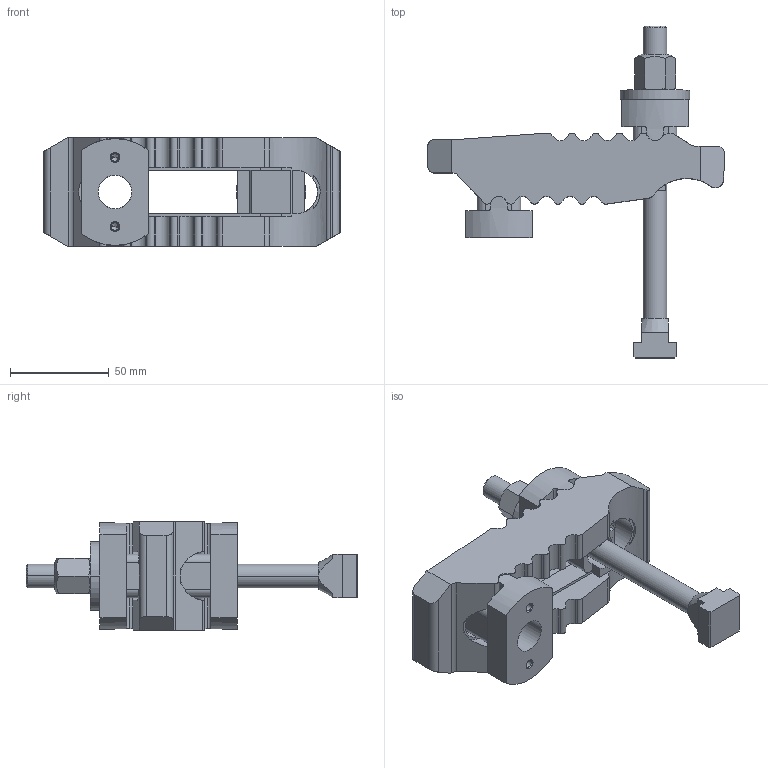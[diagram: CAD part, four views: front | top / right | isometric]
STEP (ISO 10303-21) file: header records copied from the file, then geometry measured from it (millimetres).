
FILE_DESCRIPTION(('STEP AP214'),'1');
FILE_NAME('HALDERN_EH_23185_0115.stp','2014-09-15T07:38:02',('TraceParts'),('TraceParts S.A.'),'XStep 1.0',' ',' ');
FILE_SCHEMA(('automotive_design'));
Length unit declared in the file: millimetre
Products named in the file (6): 1; 2; 3; 4; 5; 6
Bounding box: 150 x 168 x 55 mm (x, y, z)
Volume: 227790.6 mm3; surface area: 62627.8 mm2
Topology: 6 solids, 6 shells, 309 faces, 834 edges, 536 vertices
Faces by surface type: plane 149, cylinder 119, cone 40, sphere 1
Entity records: 19483 total; most frequent: CARTESIAN_POINT 2193, DIRECTION 1706, STYLED_ITEM 1672, PRESENTATION_STYLE_ASSIGNMENT 1672, COLOUR_RGB 1672, ORIENTED_EDGE 1652, EDGE_CURVE 826, CURVE_STYLE 826
